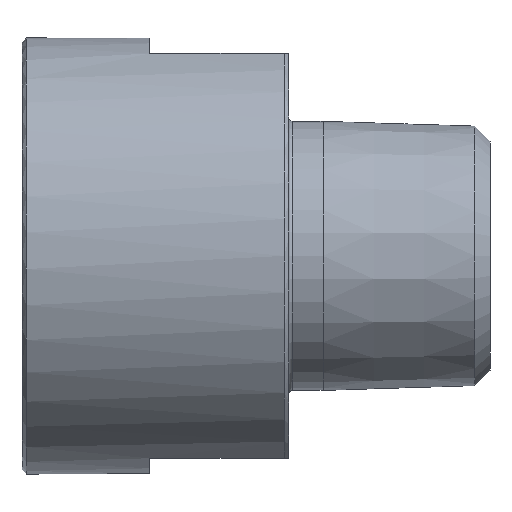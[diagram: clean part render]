
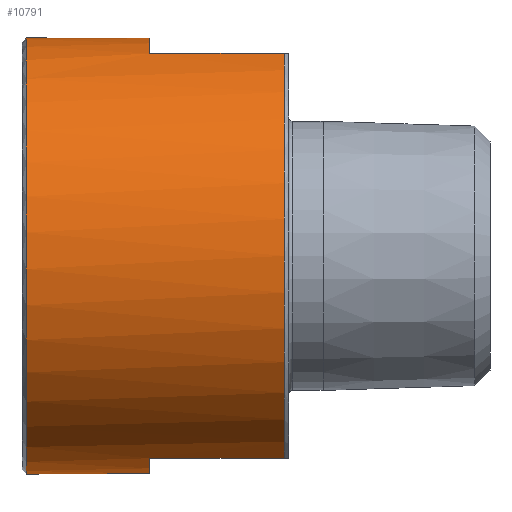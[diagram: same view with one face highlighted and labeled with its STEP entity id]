
A CAD part, front view. The second image highlights one B-rep face of the part: STEP entity #10791.
In plain terms, the highlighted cylindrical face has radius 17.25 mm (diameter 34.5 mm), a full revolution.
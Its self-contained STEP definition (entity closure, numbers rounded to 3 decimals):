
#147 = EDGE_CURVE ( 'NONE', #12575, #7728, #3198, .T. ) ;
#923 = ORIENTED_EDGE ( 'NONE', *, *, #2518, .F. ) ;
#1094 = CARTESIAN_POINT ( 'NONE',  ( 0., 6.447, 16. ) ) ;
#1123 = ORIENTED_EDGE ( 'NONE', *, *, #12965, .T. ) ;
#1487 = CYLINDRICAL_SURFACE ( 'NONE', #14627, 17.25 ) ;
#1531 = CARTESIAN_POINT ( 'NONE',  ( 20.74, 6.447, 16. ) ) ;
#1601 = CARTESIAN_POINT ( 'NONE',  ( 10.09, 0., 0. ) ) ;
#1616 = CARTESIAN_POINT ( 'NONE',  ( 20.74, 0., 0. ) ) ;
#1648 = FACE_OUTER_BOUND ( 'NONE', #6256, .T. ) ;
#1672 = DIRECTION ( 'NONE',  ( -1., 0., 0. ) ) ;
#2148 = CARTESIAN_POINT ( 'NONE',  ( 10.09, 6.447, 16. ) ) ;
#2211 = CARTESIAN_POINT ( 'NONE',  ( 10.09, -6.447, 16. ) ) ;
#2518 = EDGE_CURVE ( 'NONE', #5025, #7728, #16242, .T. ) ;
#2530 = DIRECTION ( 'NONE',  ( -1., 0., 0. ) ) ;
#2571 = VECTOR ( 'NONE', #11977, 1000. ) ;
#2869 = DIRECTION ( 'NONE',  ( 0., 0., 1. ) ) ;
#2942 = DIRECTION ( 'NONE',  ( 0., 0., 1. ) ) ;
#3198 = CIRCLE ( 'NONE', #12209, 17.25 ) ;
#3475 = VERTEX_POINT ( 'NONE', #13762 ) ;
#4017 = EDGE_CURVE ( 'NONE', #8814, #12575, #8285, .T. ) ;
#4118 = ORIENTED_EDGE ( 'NONE', *, *, #147, .T. ) ;
#4182 = DIRECTION ( 'NONE',  ( -1., 0., 0. ) ) ;
#4416 = VECTOR ( 'NONE', #7269, 1000. ) ;
#4642 = AXIS2_PLACEMENT_3D ( 'NONE', #9473, #4182, #10727 ) ;
#5025 = VERTEX_POINT ( 'NONE', #1531 ) ;
#5323 = ORIENTED_EDGE ( 'NONE', *, *, #5819, .T. ) ;
#5348 = FACE_OUTER_BOUND ( 'NONE', #10013, .T. ) ;
#5398 = AXIS2_PLACEMENT_3D ( 'NONE', #1616, #10490, #2942 ) ;
#5598 = VERTEX_POINT ( 'NONE', #6852 ) ;
#5819 = EDGE_CURVE ( 'NONE', #5025, #8663, #14414, .T. ) ;
#6256 = EDGE_LOOP ( 'NONE', ( #923, #5323, #1123, #11529, #11750, #15831, #7908, #4118 ) ) ;
#6322 = CARTESIAN_POINT ( 'NONE',  ( 20.74, 0., 0. ) ) ;
#6487 = CARTESIAN_POINT ( 'NONE',  ( 10.09, 6.447, -16. ) ) ;
#6675 = CARTESIAN_POINT ( 'NONE',  ( 0., 0., 0. ) ) ;
#6836 = CARTESIAN_POINT ( 'NONE',  ( 0., -6.447, 16. ) ) ;
#6852 = CARTESIAN_POINT ( 'NONE',  ( 0.35, 0., -17.25 ) ) ;
#6974 = CARTESIAN_POINT ( 'NONE',  ( 0.35, 0., 0. ) ) ;
#7030 = VERTEX_POINT ( 'NONE', #11528 ) ;
#7269 = DIRECTION ( 'NONE',  ( -1., 0., 0. ) ) ;
#7728 = VERTEX_POINT ( 'NONE', #2148 ) ;
#7816 = EDGE_CURVE ( 'NONE', #8753, #7030, #8886, .T. ) ;
#7908 = ORIENTED_EDGE ( 'NONE', *, *, #4017, .T. ) ;
#8233 = AXIS2_PLACEMENT_3D ( 'NONE', #6322, #2530, #2869 ) ;
#8285 = LINE ( 'NONE', #6836, #2571 ) ;
#8602 = DIRECTION ( 'NONE',  ( -1., 0., 0. ) ) ;
#8663 = VERTEX_POINT ( 'NONE', #16290 ) ;
#8753 = VERTEX_POINT ( 'NONE', #6487 ) ;
#8814 = VERTEX_POINT ( 'NONE', #11038 ) ;
#8886 = CIRCLE ( 'NONE', #4642, 17.25 ) ;
#9335 = CIRCLE ( 'NONE', #8233, 17.25 ) ;
#9473 = CARTESIAN_POINT ( 'NONE',  ( 10.09, 0., 0. ) ) ;
#9854 = CARTESIAN_POINT ( 'NONE',  ( 0., -6.447, -16. ) ) ;
#10013 = EDGE_LOOP ( 'NONE', ( #14865 ) ) ;
#10422 = EDGE_CURVE ( 'NONE', #5598, #5598, #13815, .T. ) ;
#10490 = DIRECTION ( 'NONE',  ( -1., 0., 0. ) ) ;
#10727 = DIRECTION ( 'NONE',  ( 0., 0., -1. ) ) ;
#10791 = ADVANCED_FACE ( 'NONE', ( #5348, #1648 ), #1487, .T. ) ;
#11038 = CARTESIAN_POINT ( 'NONE',  ( 20.74, -6.447, 16. ) ) ;
#11105 = LINE ( 'NONE', #9854, #16029 ) ;
#11116 = LINE ( 'NONE', #12123, #12318 ) ;
#11353 = EDGE_CURVE ( 'NONE', #3475, #8814, #9335, .T. ) ;
#11528 = CARTESIAN_POINT ( 'NONE',  ( 10.09, -6.447, -16. ) ) ;
#11529 = ORIENTED_EDGE ( 'NONE', *, *, #7816, .T. ) ;
#11750 = ORIENTED_EDGE ( 'NONE', *, *, #14367, .F. ) ;
#11757 = DIRECTION ( 'NONE',  ( -1., 0., 0. ) ) ;
#11977 = DIRECTION ( 'NONE',  ( -1., 0., 0. ) ) ;
#12050 = DIRECTION ( 'NONE',  ( 0., 0., -1. ) ) ;
#12123 = CARTESIAN_POINT ( 'NONE',  ( 0., 6.447, -16. ) ) ;
#12209 = AXIS2_PLACEMENT_3D ( 'NONE', #1601, #1672, #15432 ) ;
#12318 = VECTOR ( 'NONE', #8602, 1000. ) ;
#12575 = VERTEX_POINT ( 'NONE', #2211 ) ;
#12965 = EDGE_CURVE ( 'NONE', #8663, #8753, #11116, .T. ) ;
#13075 = DIRECTION ( 'NONE',  ( 0., 0., 1. ) ) ;
#13282 = DIRECTION ( 'NONE',  ( 1., 0., 0. ) ) ;
#13762 = CARTESIAN_POINT ( 'NONE',  ( 20.74, -6.447, -16. ) ) ;
#13815 = CIRCLE ( 'NONE', #15153, 17.25 ) ;
#14367 = EDGE_CURVE ( 'NONE', #3475, #7030, #11105, .T. ) ;
#14414 = CIRCLE ( 'NONE', #5398, 17.25 ) ;
#14627 = AXIS2_PLACEMENT_3D ( 'NONE', #6675, #11757, #13075 ) ;
#14865 = ORIENTED_EDGE ( 'NONE', *, *, #10422, .T. ) ;
#15153 = AXIS2_PLACEMENT_3D ( 'NONE', #6974, #13282, #12050 ) ;
#15432 = DIRECTION ( 'NONE',  ( 0., 0., -1. ) ) ;
#15831 = ORIENTED_EDGE ( 'NONE', *, *, #11353, .T. ) ;
#16029 = VECTOR ( 'NONE', #16321, 1000. ) ;
#16242 = LINE ( 'NONE', #1094, #4416 ) ;
#16290 = CARTESIAN_POINT ( 'NONE',  ( 20.74, 6.447, -16. ) ) ;
#16321 = DIRECTION ( 'NONE',  ( -1., 0., 0. ) ) ;
